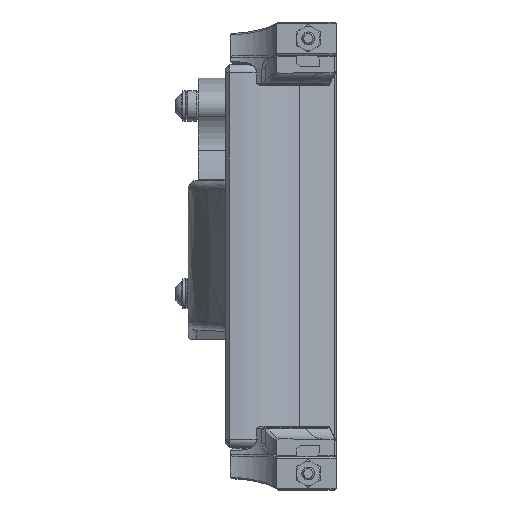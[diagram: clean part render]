
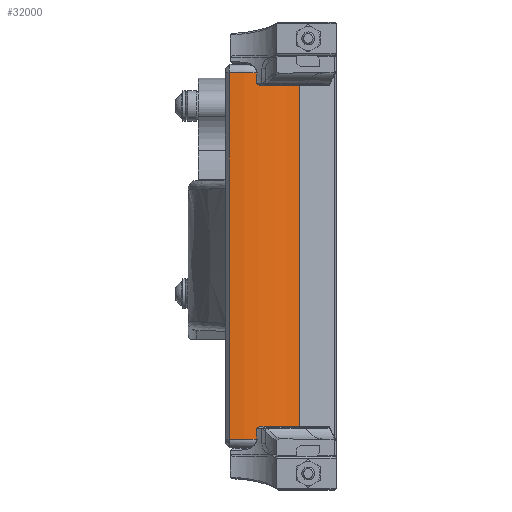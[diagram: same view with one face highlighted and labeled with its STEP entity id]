
A CAD part, top view. The second image highlights one B-rep face of the part: STEP entity #32000.
In plain terms, the highlighted cylindrical face has radius 23.763 mm (diameter 47.526 mm), a partial arc.
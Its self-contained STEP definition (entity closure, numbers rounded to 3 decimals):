
#1759=CYLINDRICAL_SURFACE('',#34013,23.763);
#2064=CIRCLE('',#34012,23.763);
#2065=CIRCLE('',#34014,23.763);
#3190=FACE_OUTER_BOUND('',#5133,.T.);
#5133=EDGE_LOOP('',(#21970,#21971,#21972,#21973));
#7145=LINE('',#45578,#10270);
#7390=LINE('',#46262,#10515);
#10270=VECTOR('',#36728,10.);
#10515=VECTOR('',#37287,10.);
#13475=VERTEX_POINT('',#45572);
#13476=VERTEX_POINT('',#45576);
#13648=VERTEX_POINT('',#46259);
#13649=VERTEX_POINT('',#46261);
#16467=EDGE_CURVE('',#13475,#13476,#7145,.T.);
#16762=EDGE_CURVE('',#13648,#13649,#7390,.T.);
#16780=EDGE_CURVE('',#13649,#13476,#2064,.T.);
#16781=EDGE_CURVE('',#13475,#13648,#2065,.T.);
#21970=ORIENTED_EDGE('',*,*,#16762,.F.);
#21971=ORIENTED_EDGE('',*,*,#16781,.F.);
#21972=ORIENTED_EDGE('',*,*,#16467,.T.);
#21973=ORIENTED_EDGE('',*,*,#16780,.F.);
#32000=ADVANCED_FACE('',(#3190),#1759,.T.);
#34012=AXIS2_PLACEMENT_3D('',#46427,#37299,#37300);
#34013=AXIS2_PLACEMENT_3D('',#46428,#37301,#37302);
#34014=AXIS2_PLACEMENT_3D('',#46429,#37303,#37304);
#36728=DIRECTION('',(0.,1.,0.));
#37287=DIRECTION('',(0.,1.,0.));
#37299=DIRECTION('center_axis',(0.,1.,0.));
#37300=DIRECTION('ref_axis',(0.301,0.,0.954));
#37301=DIRECTION('center_axis',(0.,1.,0.));
#37302=DIRECTION('ref_axis',(-0.087,0.,0.996));
#37303=DIRECTION('center_axis',(0.,-1.,0.));
#37304=DIRECTION('ref_axis',(0.301,0.,0.954));
#45572=CARTESIAN_POINT('',(105.513,-74.35,223.64));
#45576=CARTESIAN_POINT('',(105.513,10.65,223.64));
#45578=CARTESIAN_POINT('',(105.513,-31.85,223.64));
#46259=CARTESIAN_POINT('',(89.165,-74.35,229.176));
#46261=CARTESIAN_POINT('',(89.165,10.65,229.176));
#46262=CARTESIAN_POINT('',(89.165,-31.85,229.176));
#46427=CARTESIAN_POINT('Origin',(90.239,10.65,205.437));
#46428=CARTESIAN_POINT('Origin',(90.239,-31.85,205.437));
#46429=CARTESIAN_POINT('Origin',(90.239,-74.35,205.437));
